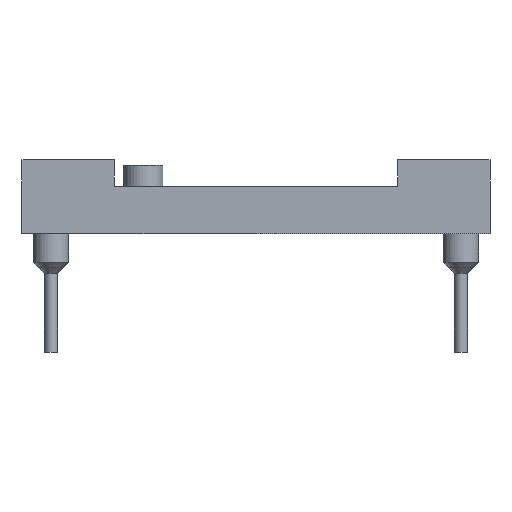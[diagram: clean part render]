
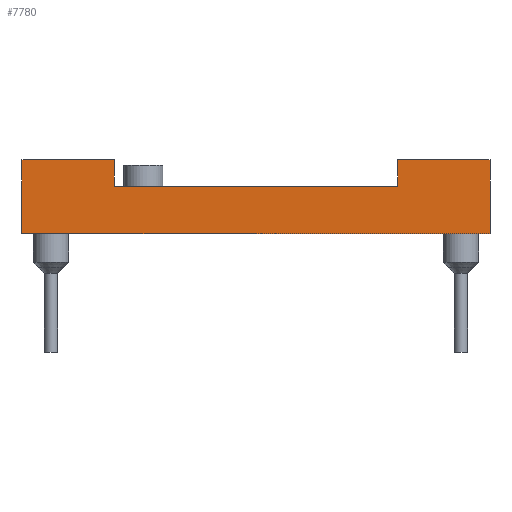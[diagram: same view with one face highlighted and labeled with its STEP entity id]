
A CAD part, front view. The second image highlights one B-rep face of the part: STEP entity #7780.
In plain terms, the highlighted planar face has unit normal (0, -1, 0).
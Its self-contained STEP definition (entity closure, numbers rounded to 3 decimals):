
#7201 = PLANE('',#7202);
#7202 = AXIS2_PLACEMENT_3D('',#7203,#7204,#7205);
#7203 = CARTESIAN_POINT('',(-7.125,-13.97,2.8));
#7204 = DIRECTION('',(0.,0.,1.));
#7205 = DIRECTION('',(1.,0.,-0.));
#7231 = EDGE_CURVE('',#7232,#7234,#7236,.T.);
#7232 = VERTEX_POINT('',#7233);
#7233 = CARTESIAN_POINT('',(-8.875,-15.24,2.8));
#7234 = VERTEX_POINT('',#7235);
#7235 = CARTESIAN_POINT('',(-5.375,-15.24,2.8));
#7236 = SURFACE_CURVE('',#7237,(#7241,#7248),.PCURVE_S1.);
#7237 = LINE('',#7238,#7239);
#7238 = CARTESIAN_POINT('',(-8.875,-15.24,2.8));
#7239 = VECTOR('',#7240,1.);
#7240 = DIRECTION('',(1.,0.,0.));
#7241 = PCURVE('',#7201,#7242);
#7242 = DEFINITIONAL_REPRESENTATION('',(#7243),#7247);
#7243 = LINE('',#7244,#7245);
#7244 = CARTESIAN_POINT('',(-1.75,-1.27));
#7245 = VECTOR('',#7246,1.);
#7246 = DIRECTION('',(1.,0.));
#7247 = ( GEOMETRIC_REPRESENTATION_CONTEXT(2) 
PARAMETRIC_REPRESENTATION_CONTEXT() REPRESENTATION_CONTEXT('2D SPACE',''
  ) );
#7248 = PCURVE('',#7249,#7254);
#7249 = PLANE('',#7250);
#7250 = AXIS2_PLACEMENT_3D('',#7251,#7252,#7253);
#7251 = CARTESIAN_POINT('',(-8.875,-15.24,0.));
#7252 = DIRECTION('',(0.,1.,0.));
#7253 = DIRECTION('',(1.,0.,0.));
#7254 = DEFINITIONAL_REPRESENTATION('',(#7255),#7259);
#7255 = LINE('',#7256,#7257);
#7256 = CARTESIAN_POINT('',(0.,-2.8));
#7257 = VECTOR('',#7258,1.);
#7258 = DIRECTION('',(1.,0.));
#7259 = ( GEOMETRIC_REPRESENTATION_CONTEXT(2) 
PARAMETRIC_REPRESENTATION_CONTEXT() REPRESENTATION_CONTEXT('2D SPACE',''
  ) );
#7277 = PLANE('',#7278);
#7278 = AXIS2_PLACEMENT_3D('',#7279,#7280,#7281);
#7279 = CARTESIAN_POINT('',(-5.375,-15.24,0.));
#7280 = DIRECTION('',(-1.,0.,0.));
#7281 = DIRECTION('',(0.,1.,0.));
#7331 = PLANE('',#7332);
#7332 = AXIS2_PLACEMENT_3D('',#7333,#7334,#7335);
#7333 = CARTESIAN_POINT('',(-8.875,-12.7,0.));
#7334 = DIRECTION('',(1.,0.,-0.));
#7335 = DIRECTION('',(0.,-1.,0.));
#7780 = ADVANCED_FACE('',(#7781),#7249,.F.);
#7781 = FACE_BOUND('',#7782,.F.);
#7782 = EDGE_LOOP('',(#7783,#7813,#7834,#7835,#7858,#7886,#7914,#7942));
#7783 = ORIENTED_EDGE('',*,*,#7784,.F.);
#7784 = EDGE_CURVE('',#7785,#7787,#7789,.T.);
#7785 = VERTEX_POINT('',#7786);
#7786 = CARTESIAN_POINT('',(-8.875,-15.24,0.));
#7787 = VERTEX_POINT('',#7788);
#7788 = CARTESIAN_POINT('',(8.875,-15.24,0.));
#7789 = SURFACE_CURVE('',#7790,(#7794,#7801),.PCURVE_S1.);
#7790 = LINE('',#7791,#7792);
#7791 = CARTESIAN_POINT('',(-8.875,-15.24,0.));
#7792 = VECTOR('',#7793,1.);
#7793 = DIRECTION('',(1.,0.,0.));
#7794 = PCURVE('',#7249,#7795);
#7795 = DEFINITIONAL_REPRESENTATION('',(#7796),#7800);
#7796 = LINE('',#7797,#7798);
#7797 = CARTESIAN_POINT('',(0.,0.));
#7798 = VECTOR('',#7799,1.);
#7799 = DIRECTION('',(1.,0.));
#7800 = ( GEOMETRIC_REPRESENTATION_CONTEXT(2) 
PARAMETRIC_REPRESENTATION_CONTEXT() REPRESENTATION_CONTEXT('2D SPACE',''
  ) );
#7801 = PCURVE('',#7802,#7807);
#7802 = PLANE('',#7803);
#7803 = AXIS2_PLACEMENT_3D('',#7804,#7805,#7806);
#7804 = CARTESIAN_POINT('',(-7.125,-13.97,0.));
#7805 = DIRECTION('',(0.,0.,1.));
#7806 = DIRECTION('',(1.,0.,-0.));
#7807 = DEFINITIONAL_REPRESENTATION('',(#7808),#7812);
#7808 = LINE('',#7809,#7810);
#7809 = CARTESIAN_POINT('',(-1.75,-1.27));
#7810 = VECTOR('',#7811,1.);
#7811 = DIRECTION('',(1.,0.));
#7812 = ( GEOMETRIC_REPRESENTATION_CONTEXT(2) 
PARAMETRIC_REPRESENTATION_CONTEXT() REPRESENTATION_CONTEXT('2D SPACE',''
  ) );
#7813 = ORIENTED_EDGE('',*,*,#7814,.T.);
#7814 = EDGE_CURVE('',#7785,#7232,#7815,.T.);
#7815 = SURFACE_CURVE('',#7816,(#7820,#7827),.PCURVE_S1.);
#7816 = LINE('',#7817,#7818);
#7817 = CARTESIAN_POINT('',(-8.875,-15.24,0.));
#7818 = VECTOR('',#7819,1.);
#7819 = DIRECTION('',(0.,0.,1.));
#7820 = PCURVE('',#7249,#7821);
#7821 = DEFINITIONAL_REPRESENTATION('',(#7822),#7826);
#7822 = LINE('',#7823,#7824);
#7823 = CARTESIAN_POINT('',(0.,0.));
#7824 = VECTOR('',#7825,1.);
#7825 = DIRECTION('',(0.,-1.));
#7826 = ( GEOMETRIC_REPRESENTATION_CONTEXT(2) 
PARAMETRIC_REPRESENTATION_CONTEXT() REPRESENTATION_CONTEXT('2D SPACE',''
  ) );
#7827 = PCURVE('',#7331,#7828);
#7828 = DEFINITIONAL_REPRESENTATION('',(#7829),#7833);
#7829 = LINE('',#7830,#7831);
#7830 = CARTESIAN_POINT('',(2.54,0.));
#7831 = VECTOR('',#7832,1.);
#7832 = DIRECTION('',(0.,-1.));
#7833 = ( GEOMETRIC_REPRESENTATION_CONTEXT(2) 
PARAMETRIC_REPRESENTATION_CONTEXT() REPRESENTATION_CONTEXT('2D SPACE',''
  ) );
#7834 = ORIENTED_EDGE('',*,*,#7231,.T.);
#7835 = ORIENTED_EDGE('',*,*,#7836,.F.);
#7836 = EDGE_CURVE('',#7837,#7234,#7839,.T.);
#7837 = VERTEX_POINT('',#7838);
#7838 = CARTESIAN_POINT('',(-5.375,-15.24,1.8));
#7839 = SURFACE_CURVE('',#7840,(#7844,#7851),.PCURVE_S1.);
#7840 = LINE('',#7841,#7842);
#7841 = CARTESIAN_POINT('',(-5.375,-15.24,0.));
#7842 = VECTOR('',#7843,1.);
#7843 = DIRECTION('',(0.,0.,1.));
#7844 = PCURVE('',#7249,#7845);
#7845 = DEFINITIONAL_REPRESENTATION('',(#7846),#7850);
#7846 = LINE('',#7847,#7848);
#7847 = CARTESIAN_POINT('',(3.5,0.));
#7848 = VECTOR('',#7849,1.);
#7849 = DIRECTION('',(0.,-1.));
#7850 = ( GEOMETRIC_REPRESENTATION_CONTEXT(2) 
PARAMETRIC_REPRESENTATION_CONTEXT() REPRESENTATION_CONTEXT('2D SPACE',''
  ) );
#7851 = PCURVE('',#7277,#7852);
#7852 = DEFINITIONAL_REPRESENTATION('',(#7853),#7857);
#7853 = LINE('',#7854,#7855);
#7854 = CARTESIAN_POINT('',(0.,0.));
#7855 = VECTOR('',#7856,1.);
#7856 = DIRECTION('',(0.,-1.));
#7857 = ( GEOMETRIC_REPRESENTATION_CONTEXT(2) 
PARAMETRIC_REPRESENTATION_CONTEXT() REPRESENTATION_CONTEXT('2D SPACE',''
  ) );
#7858 = ORIENTED_EDGE('',*,*,#7859,.F.);
#7859 = EDGE_CURVE('',#7860,#7837,#7862,.T.);
#7860 = VERTEX_POINT('',#7861);
#7861 = CARTESIAN_POINT('',(5.375,-15.24,1.8));
#7862 = SURFACE_CURVE('',#7863,(#7867,#7874),.PCURVE_S1.);
#7863 = LINE('',#7864,#7865);
#7864 = CARTESIAN_POINT('',(6.25,-15.24,1.8));
#7865 = VECTOR('',#7866,1.);
#7866 = DIRECTION('',(-1.,-0.,0.));
#7867 = PCURVE('',#7249,#7868);
#7868 = DEFINITIONAL_REPRESENTATION('',(#7869),#7873);
#7869 = LINE('',#7870,#7871);
#7870 = CARTESIAN_POINT('',(15.125,-1.8));
#7871 = VECTOR('',#7872,1.);
#7872 = DIRECTION('',(-1.,-0.));
#7873 = ( GEOMETRIC_REPRESENTATION_CONTEXT(2) 
PARAMETRIC_REPRESENTATION_CONTEXT() REPRESENTATION_CONTEXT('2D SPACE',''
  ) );
#7874 = PCURVE('',#7875,#7880);
#7875 = PLANE('',#7876);
#7876 = AXIS2_PLACEMENT_3D('',#7877,#7878,#7879);
#7877 = CARTESIAN_POINT('',(0.,13.84,1.8));
#7878 = DIRECTION('',(-0.,-0.,-1.));
#7879 = DIRECTION('',(-1.,0.,0.));
#7880 = DEFINITIONAL_REPRESENTATION('',(#7881),#7885);
#7881 = LINE('',#7882,#7883);
#7882 = CARTESIAN_POINT('',(-6.25,-29.08));
#7883 = VECTOR('',#7884,1.);
#7884 = DIRECTION('',(1.,0.));
#7885 = ( GEOMETRIC_REPRESENTATION_CONTEXT(2) 
PARAMETRIC_REPRESENTATION_CONTEXT() REPRESENTATION_CONTEXT('2D SPACE',''
  ) );
#7886 = ORIENTED_EDGE('',*,*,#7887,.T.);
#7887 = EDGE_CURVE('',#7860,#7888,#7890,.T.);
#7888 = VERTEX_POINT('',#7889);
#7889 = CARTESIAN_POINT('',(5.375,-15.24,2.8));
#7890 = SURFACE_CURVE('',#7891,(#7895,#7902),.PCURVE_S1.);
#7891 = LINE('',#7892,#7893);
#7892 = CARTESIAN_POINT('',(5.375,-15.24,0.));
#7893 = VECTOR('',#7894,1.);
#7894 = DIRECTION('',(0.,0.,1.));
#7895 = PCURVE('',#7249,#7896);
#7896 = DEFINITIONAL_REPRESENTATION('',(#7897),#7901);
#7897 = LINE('',#7898,#7899);
#7898 = CARTESIAN_POINT('',(14.25,0.));
#7899 = VECTOR('',#7900,1.);
#7900 = DIRECTION('',(0.,-1.));
#7901 = ( GEOMETRIC_REPRESENTATION_CONTEXT(2) 
PARAMETRIC_REPRESENTATION_CONTEXT() REPRESENTATION_CONTEXT('2D SPACE',''
  ) );
#7902 = PCURVE('',#7903,#7908);
#7903 = PLANE('',#7904);
#7904 = AXIS2_PLACEMENT_3D('',#7905,#7906,#7907);
#7905 = CARTESIAN_POINT('',(5.375,-12.7,0.));
#7906 = DIRECTION('',(1.,0.,-0.));
#7907 = DIRECTION('',(0.,-1.,0.));
#7908 = DEFINITIONAL_REPRESENTATION('',(#7909),#7913);
#7909 = LINE('',#7910,#7911);
#7910 = CARTESIAN_POINT('',(2.54,0.));
#7911 = VECTOR('',#7912,1.);
#7912 = DIRECTION('',(0.,-1.));
#7913 = ( GEOMETRIC_REPRESENTATION_CONTEXT(2) 
PARAMETRIC_REPRESENTATION_CONTEXT() REPRESENTATION_CONTEXT('2D SPACE',''
  ) );
#7914 = ORIENTED_EDGE('',*,*,#7915,.T.);
#7915 = EDGE_CURVE('',#7888,#7916,#7918,.T.);
#7916 = VERTEX_POINT('',#7917);
#7917 = CARTESIAN_POINT('',(8.875,-15.24,2.8));
#7918 = SURFACE_CURVE('',#7919,(#7923,#7930),.PCURVE_S1.);
#7919 = LINE('',#7920,#7921);
#7920 = CARTESIAN_POINT('',(5.375,-15.24,2.8));
#7921 = VECTOR('',#7922,1.);
#7922 = DIRECTION('',(1.,0.,0.));
#7923 = PCURVE('',#7249,#7924);
#7924 = DEFINITIONAL_REPRESENTATION('',(#7925),#7929);
#7925 = LINE('',#7926,#7927);
#7926 = CARTESIAN_POINT('',(14.25,-2.8));
#7927 = VECTOR('',#7928,1.);
#7928 = DIRECTION('',(1.,0.));
#7929 = ( GEOMETRIC_REPRESENTATION_CONTEXT(2) 
PARAMETRIC_REPRESENTATION_CONTEXT() REPRESENTATION_CONTEXT('2D SPACE',''
  ) );
#7930 = PCURVE('',#7931,#7936);
#7931 = PLANE('',#7932);
#7932 = AXIS2_PLACEMENT_3D('',#7933,#7934,#7935);
#7933 = CARTESIAN_POINT('',(-7.125,-13.97,2.8));
#7934 = DIRECTION('',(0.,0.,1.));
#7935 = DIRECTION('',(1.,0.,-0.));
#7936 = DEFINITIONAL_REPRESENTATION('',(#7937),#7941);
#7937 = LINE('',#7938,#7939);
#7938 = CARTESIAN_POINT('',(12.5,-1.27));
#7939 = VECTOR('',#7940,1.);
#7940 = DIRECTION('',(1.,0.));
#7941 = ( GEOMETRIC_REPRESENTATION_CONTEXT(2) 
PARAMETRIC_REPRESENTATION_CONTEXT() REPRESENTATION_CONTEXT('2D SPACE',''
  ) );
#7942 = ORIENTED_EDGE('',*,*,#7943,.F.);
#7943 = EDGE_CURVE('',#7787,#7916,#7944,.T.);
#7944 = SURFACE_CURVE('',#7945,(#7949,#7956),.PCURVE_S1.);
#7945 = LINE('',#7946,#7947);
#7946 = CARTESIAN_POINT('',(8.875,-15.24,0.));
#7947 = VECTOR('',#7948,1.);
#7948 = DIRECTION('',(0.,0.,1.));
#7949 = PCURVE('',#7249,#7950);
#7950 = DEFINITIONAL_REPRESENTATION('',(#7951),#7955);
#7951 = LINE('',#7952,#7953);
#7952 = CARTESIAN_POINT('',(17.75,0.));
#7953 = VECTOR('',#7954,1.);
#7954 = DIRECTION('',(0.,-1.));
#7955 = ( GEOMETRIC_REPRESENTATION_CONTEXT(2) 
PARAMETRIC_REPRESENTATION_CONTEXT() REPRESENTATION_CONTEXT('2D SPACE',''
  ) );
#7956 = PCURVE('',#7957,#7962);
#7957 = PLANE('',#7958);
#7958 = AXIS2_PLACEMENT_3D('',#7959,#7960,#7961);
#7959 = CARTESIAN_POINT('',(8.875,-15.24,0.));
#7960 = DIRECTION('',(-1.,0.,0.));
#7961 = DIRECTION('',(0.,1.,0.));
#7962 = DEFINITIONAL_REPRESENTATION('',(#7963),#7967);
#7963 = LINE('',#7964,#7965);
#7964 = CARTESIAN_POINT('',(0.,0.));
#7965 = VECTOR('',#7966,1.);
#7966 = DIRECTION('',(0.,-1.));
#7967 = ( GEOMETRIC_REPRESENTATION_CONTEXT(2) 
PARAMETRIC_REPRESENTATION_CONTEXT() REPRESENTATION_CONTEXT('2D SPACE',''
  ) );
